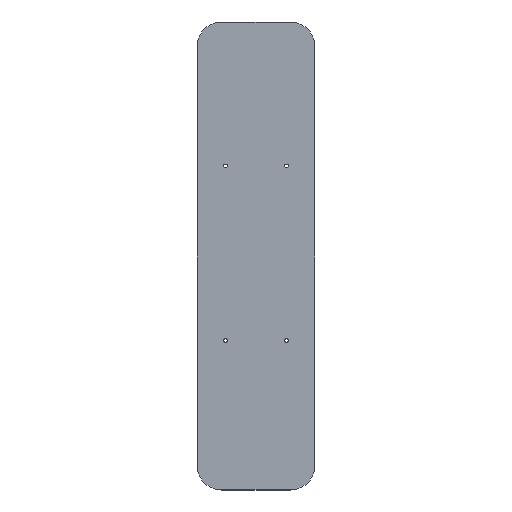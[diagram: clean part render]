
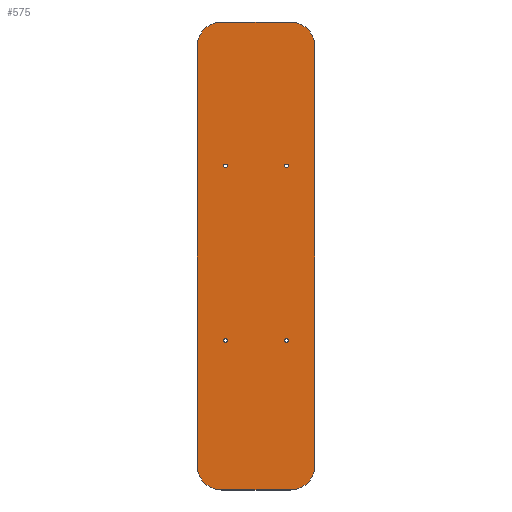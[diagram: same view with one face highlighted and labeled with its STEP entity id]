
A CAD part, top view. The second image highlights one B-rep face of the part: STEP entity #575.
In plain terms, the highlighted planar face has unit normal (0, 0, 1).
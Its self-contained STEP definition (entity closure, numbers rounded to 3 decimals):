
#31=FACE_BOUND('',#74,.T.);
#32=FACE_BOUND('',#75,.T.);
#33=FACE_BOUND('',#76,.T.);
#34=FACE_BOUND('',#77,.T.);
#41=FACE_OUTER_BOUND('',#73,.T.);
#73=EDGE_LOOP('',(#391,#392,#393,#394,#395,#396,#397,#398));
#74=EDGE_LOOP('',(#399));
#75=EDGE_LOOP('',(#400));
#76=EDGE_LOOP('',(#401));
#77=EDGE_LOOP('',(#402));
#115=LINE('',#873,#167);
#116=LINE('',#877,#168);
#117=LINE('',#881,#169);
#118=LINE('',#884,#170);
#167=VECTOR('',#691,10.);
#168=VECTOR('',#694,10.);
#169=VECTOR('',#697,10.);
#170=VECTOR('',#700,10.);
#219=CIRCLE('',#622,10.7);
#220=CIRCLE('',#623,10.7);
#221=CIRCLE('',#624,10.7);
#222=CIRCLE('',#625,10.7);
#223=CIRCLE('',#626,0.812);
#224=CIRCLE('',#627,0.812);
#225=CIRCLE('',#628,0.812);
#226=CIRCLE('',#629,0.812);
#251=VERTEX_POINT('',#869);
#252=VERTEX_POINT('',#870);
#253=VERTEX_POINT('',#872);
#254=VERTEX_POINT('',#874);
#255=VERTEX_POINT('',#876);
#256=VERTEX_POINT('',#878);
#257=VERTEX_POINT('',#880);
#258=VERTEX_POINT('',#882);
#259=VERTEX_POINT('',#885);
#260=VERTEX_POINT('',#887);
#261=VERTEX_POINT('',#889);
#262=VERTEX_POINT('',#891);
#307=EDGE_CURVE('',#251,#252,#219,.T.);
#308=EDGE_CURVE('',#253,#251,#115,.T.);
#309=EDGE_CURVE('',#254,#253,#220,.T.);
#310=EDGE_CURVE('',#255,#254,#116,.T.);
#311=EDGE_CURVE('',#256,#255,#221,.T.);
#312=EDGE_CURVE('',#257,#256,#117,.T.);
#313=EDGE_CURVE('',#258,#257,#222,.T.);
#314=EDGE_CURVE('',#252,#258,#118,.T.);
#315=EDGE_CURVE('',#259,#259,#223,.T.);
#316=EDGE_CURVE('',#260,#260,#224,.T.);
#317=EDGE_CURVE('',#261,#261,#225,.T.);
#318=EDGE_CURVE('',#262,#262,#226,.T.);
#391=ORIENTED_EDGE('',*,*,#307,.F.);
#392=ORIENTED_EDGE('',*,*,#308,.F.);
#393=ORIENTED_EDGE('',*,*,#309,.F.);
#394=ORIENTED_EDGE('',*,*,#310,.F.);
#395=ORIENTED_EDGE('',*,*,#311,.F.);
#396=ORIENTED_EDGE('',*,*,#312,.F.);
#397=ORIENTED_EDGE('',*,*,#313,.F.);
#398=ORIENTED_EDGE('',*,*,#314,.F.);
#399=ORIENTED_EDGE('',*,*,#315,.F.);
#400=ORIENTED_EDGE('',*,*,#316,.F.);
#401=ORIENTED_EDGE('',*,*,#317,.F.);
#402=ORIENTED_EDGE('',*,*,#318,.F.);
#559=PLANE('',#621);
#575=ADVANCED_FACE('',(#41,#31,#32,#33,#34),#559,.T.);
#621=AXIS2_PLACEMENT_3D('',#868,#687,#688);
#622=AXIS2_PLACEMENT_3D('',#871,#689,#690);
#623=AXIS2_PLACEMENT_3D('',#875,#692,#693);
#624=AXIS2_PLACEMENT_3D('',#879,#695,#696);
#625=AXIS2_PLACEMENT_3D('',#883,#698,#699);
#626=AXIS2_PLACEMENT_3D('',#886,#701,#702);
#627=AXIS2_PLACEMENT_3D('',#888,#703,#704);
#628=AXIS2_PLACEMENT_3D('',#890,#705,#706);
#629=AXIS2_PLACEMENT_3D('',#892,#707,#708);
#687=DIRECTION('center_axis',(0.,0.,1.));
#688=DIRECTION('ref_axis',(-1.,0.,0.));
#689=DIRECTION('center_axis',(0.,0.,-1.));
#690=DIRECTION('ref_axis',(1.,0.,0.));
#691=DIRECTION('',(1.,0.,0.));
#692=DIRECTION('center_axis',(0.,0.,-1.));
#693=DIRECTION('ref_axis',(0.,1.,0.));
#694=DIRECTION('',(0.,1.,0.));
#695=DIRECTION('center_axis',(0.,0.,-1.));
#696=DIRECTION('ref_axis',(-1.,0.,0.));
#697=DIRECTION('',(-1.,0.,0.));
#698=DIRECTION('center_axis',(0.,0.,-1.));
#699=DIRECTION('ref_axis',(0.,-1.,0.));
#700=DIRECTION('',(0.,-1.,0.));
#701=DIRECTION('center_axis',(0.,0.,1.));
#702=DIRECTION('ref_axis',(-1.,0.,0.));
#703=DIRECTION('center_axis',(0.,0.,1.));
#704=DIRECTION('ref_axis',(-1.,0.,0.));
#705=DIRECTION('center_axis',(0.,0.,1.));
#706=DIRECTION('ref_axis',(-1.,0.,0.));
#707=DIRECTION('center_axis',(0.,0.,1.));
#708=DIRECTION('ref_axis',(-1.,0.,0.));
#868=CARTESIAN_POINT('Origin',(0.,2.25,96.));
#869=CARTESIAN_POINT('',(15.,104.2,96.));
#870=CARTESIAN_POINT('',(25.7,93.5,96.));
#871=CARTESIAN_POINT('Origin',(15.,93.5,96.));
#872=CARTESIAN_POINT('',(-15.,104.2,96.));
#873=CARTESIAN_POINT('',(7.5,104.2,96.));
#874=CARTESIAN_POINT('',(-25.7,93.5,96.));
#875=CARTESIAN_POINT('Origin',(-15.,93.5,96.));
#876=CARTESIAN_POINT('',(-25.7,-89.,96.));
#877=CARTESIAN_POINT('',(-25.7,47.875,96.));
#878=CARTESIAN_POINT('',(-15.,-99.7,96.));
#879=CARTESIAN_POINT('Origin',(-15.,-89.,96.));
#880=CARTESIAN_POINT('',(15.,-99.7,96.));
#881=CARTESIAN_POINT('',(-7.5,-99.7,96.));
#882=CARTESIAN_POINT('',(25.7,-89.,96.));
#883=CARTESIAN_POINT('Origin',(15.,-89.,96.));
#884=CARTESIAN_POINT('',(25.7,-43.375,96.));
#885=CARTESIAN_POINT('',(14.112,41.5,96.));
#886=CARTESIAN_POINT('Origin',(13.3,41.5,96.));
#887=CARTESIAN_POINT('',(-12.489,-34.5,96.));
#888=CARTESIAN_POINT('Origin',(-13.3,-34.5,96.));
#889=CARTESIAN_POINT('',(14.112,-34.5,96.));
#890=CARTESIAN_POINT('Origin',(13.3,-34.5,96.));
#891=CARTESIAN_POINT('',(-12.489,41.5,96.));
#892=CARTESIAN_POINT('Origin',(-13.3,41.5,96.));
